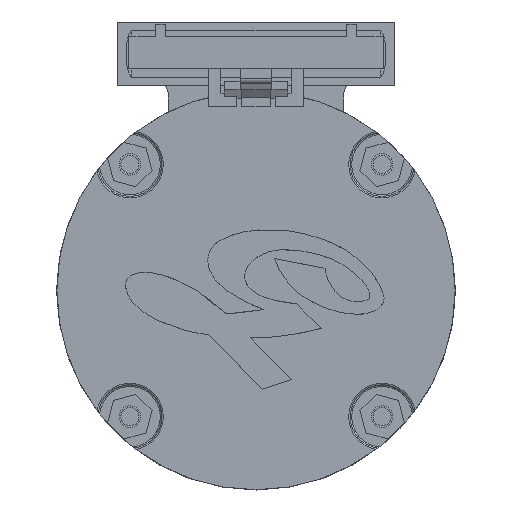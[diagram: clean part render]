
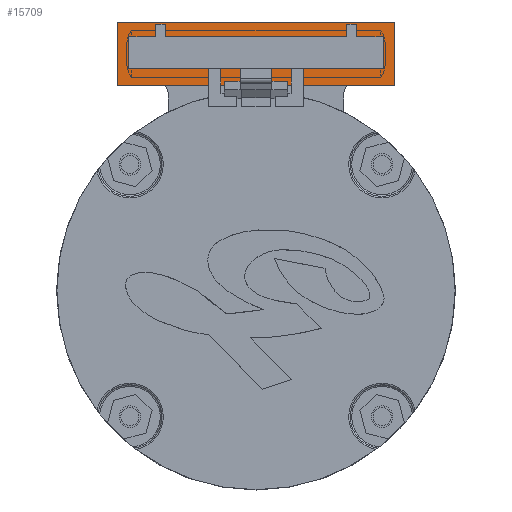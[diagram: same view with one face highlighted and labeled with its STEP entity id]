
A CAD part, top view. The second image highlights one B-rep face of the part: STEP entity #15709.
In plain terms, the highlighted planar face has unit normal (0, 0, 1).
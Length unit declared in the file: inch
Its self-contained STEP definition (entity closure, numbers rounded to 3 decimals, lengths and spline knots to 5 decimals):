
#3912=DIRECTION('',(0.,-1.,0.));
#3913=VECTOR('',#3912,0.2);
#3914=CARTESIAN_POINT('',(-0.435,0.843,0.19));
#3915=LINE('',#3914,#3913);
#3916=DIRECTION('',(-1.,0.,0.));
#3917=VECTOR('',#3916,0.87);
#3918=CARTESIAN_POINT('',(0.435,0.843,0.19));
#3919=LINE('',#3918,#3917);
#3920=DIRECTION('',(0.,1.,0.));
#3921=VECTOR('',#3920,0.2);
#3922=CARTESIAN_POINT('',(0.435,0.643,0.19));
#3923=LINE('',#3922,#3921);
#3924=DIRECTION('',(1.,0.,0.));
#3925=VECTOR('',#3924,0.87);
#3926=CARTESIAN_POINT('',(-0.435,0.643,0.19));
#3927=LINE('',#3926,#3925);
#3941=CARTESIAN_POINT('',(0.35,0.743,0.19));
#3942=DIRECTION('',(0.,0.,-1.));
#3943=DIRECTION('',(-0.866,-0.5,0.));
#3944=AXIS2_PLACEMENT_3D('',#3941,#3942,#3943);
#3988=CARTESIAN_POINT('',(0.35,0.743,0.19));
#3989=DIRECTION('',(0.,0.,-1.));
#3990=DIRECTION('',(0.866,-0.5,0.));
#3991=AXIS2_PLACEMENT_3D('',#3988,#3989,#3990);
#4085=CARTESIAN_POINT('',(-0.35,0.743,0.19));
#4086=DIRECTION('',(0.,0.,-1.));
#4087=DIRECTION('',(0.866,-0.5,0.));
#4088=AXIS2_PLACEMENT_3D('',#4085,#4086,#4087);
#4130=CARTESIAN_POINT('',(-0.35,0.743,0.19));
#4131=DIRECTION('',(0.,0.,-1.));
#4132=DIRECTION('',(-0.866,-0.5,0.));
#4133=AXIS2_PLACEMENT_3D('',#4130,#4131,#4132);
#4190=CARTESIAN_POINT('',(-0.25,0.743,0.19));
#4191=DIRECTION('',(0.,0.,-1.));
#4192=DIRECTION('',(-0.866,-0.5,0.));
#4193=AXIS2_PLACEMENT_3D('',#4190,#4191,#4192);
#4237=CARTESIAN_POINT('',(-0.25,0.743,0.19));
#4238=DIRECTION('',(0.,0.,-1.));
#4239=DIRECTION('',(0.866,-0.5,0.));
#4240=AXIS2_PLACEMENT_3D('',#4237,#4238,#4239);
#4308=CARTESIAN_POINT('',(-0.15,0.743,0.19));
#4309=DIRECTION('',(0.,0.,-1.));
#4310=DIRECTION('',(0.866,-0.5,0.));
#4311=AXIS2_PLACEMENT_3D('',#4308,#4309,#4310);
#4353=CARTESIAN_POINT('',(-0.15,0.743,0.19));
#4354=DIRECTION('',(0.,0.,-1.));
#4355=DIRECTION('',(-0.866,-0.5,0.));
#4356=AXIS2_PLACEMENT_3D('',#4353,#4354,#4355);
#4413=CARTESIAN_POINT('',(-0.05,0.743,0.19));
#4414=DIRECTION('',(0.,0.,-1.));
#4415=DIRECTION('',(-0.866,-0.5,0.));
#4416=AXIS2_PLACEMENT_3D('',#4413,#4414,#4415);
#4459=CARTESIAN_POINT('',(-0.05,0.743,0.19));
#4460=DIRECTION('',(0.,0.,-1.));
#4461=DIRECTION('',(0.866,-0.5,0.));
#4462=AXIS2_PLACEMENT_3D('',#4459,#4460,#4461);
#4529=CARTESIAN_POINT('',(0.05,0.743,0.19));
#4530=DIRECTION('',(0.,0.,-1.));
#4531=DIRECTION('',(0.866,-0.5,0.));
#4532=AXIS2_PLACEMENT_3D('',#4529,#4530,#4531);
#4573=CARTESIAN_POINT('',(0.05,0.743,0.19));
#4574=DIRECTION('',(0.,0.,-1.));
#4575=DIRECTION('',(-0.866,-0.5,0.));
#4576=AXIS2_PLACEMENT_3D('',#4573,#4574,#4575);
#4632=CARTESIAN_POINT('',(0.15,0.743,0.19));
#4633=DIRECTION('',(0.,0.,-1.));
#4634=DIRECTION('',(-0.866,-0.5,0.));
#4635=AXIS2_PLACEMENT_3D('',#4632,#4633,#4634);
#4679=CARTESIAN_POINT('',(0.15,0.743,0.19));
#4680=DIRECTION('',(0.,0.,-1.));
#4681=DIRECTION('',(0.866,-0.5,0.));
#4682=AXIS2_PLACEMENT_3D('',#4679,#4680,#4681);
#4749=CARTESIAN_POINT('',(0.25,0.743,0.19));
#4750=DIRECTION('',(0.,0.,-1.));
#4751=DIRECTION('',(0.866,-0.5,0.));
#4752=AXIS2_PLACEMENT_3D('',#4749,#4750,#4751);
#4794=CARTESIAN_POINT('',(0.25,0.743,0.19));
#4795=DIRECTION('',(0.,0.,-1.));
#4796=DIRECTION('',(-0.866,-0.5,0.));
#4797=AXIS2_PLACEMENT_3D('',#4794,#4795,#4796);
#10280=CARTESIAN_POINT('',(-0.435,0.843,0.19));
#10281=CARTESIAN_POINT('',(-0.435,0.643,0.19));
#10282=VERTEX_POINT('',#10280);
#10283=VERTEX_POINT('',#10281);
#10284=CARTESIAN_POINT('',(0.435,0.643,0.19));
#10285=VERTEX_POINT('',#10284);
#10286=CARTESIAN_POINT('',(0.435,0.843,0.19));
#10287=VERTEX_POINT('',#10286);
#10965=CARTESIAN_POINT('',(-0.36732,0.733,0.19));
#10966=CARTESIAN_POINT('',(-0.33268,0.733,0.19));
#10967=VERTEX_POINT('',#10965);
#10968=VERTEX_POINT('',#10966);
#10973=CARTESIAN_POINT('',(-0.26732,0.733,0.19));
#10974=CARTESIAN_POINT('',(-0.23268,0.733,0.19));
#10975=VERTEX_POINT('',#10973);
#10976=VERTEX_POINT('',#10974);
#10981=CARTESIAN_POINT('',(-0.16732,0.733,0.19));
#10982=CARTESIAN_POINT('',(-0.13268,0.733,0.19));
#10983=VERTEX_POINT('',#10981);
#10984=VERTEX_POINT('',#10982);
#10989=CARTESIAN_POINT('',(-0.06732,0.733,0.19));
#10990=CARTESIAN_POINT('',(-0.03268,0.733,0.19));
#10991=VERTEX_POINT('',#10989);
#10992=VERTEX_POINT('',#10990);
#10997=CARTESIAN_POINT('',(0.03268,0.733,0.19));
#10998=CARTESIAN_POINT('',(0.06732,0.733,0.19));
#10999=VERTEX_POINT('',#10997);
#11000=VERTEX_POINT('',#10998);
#11005=CARTESIAN_POINT('',(0.13268,0.733,0.19));
#11006=CARTESIAN_POINT('',(0.16732,0.733,0.19));
#11007=VERTEX_POINT('',#11005);
#11008=VERTEX_POINT('',#11006);
#11013=CARTESIAN_POINT('',(0.23268,0.733,0.19));
#11014=CARTESIAN_POINT('',(0.26732,0.733,0.19));
#11015=VERTEX_POINT('',#11013);
#11016=VERTEX_POINT('',#11014);
#11021=CARTESIAN_POINT('',(0.33268,0.733,0.19));
#11022=CARTESIAN_POINT('',(0.36732,0.733,0.19));
#11023=VERTEX_POINT('',#11021);
#11024=VERTEX_POINT('',#11022);
#15649=CARTESIAN_POINT('',(0.,0.743,0.19));
#15650=DIRECTION('',(0.,0.,1.));
#15651=DIRECTION('',(1.,0.,0.));
#15652=AXIS2_PLACEMENT_3D('',#15649,#15650,#15651);
#15653=PLANE('',#15652);
#15654=ORIENTED_EDGE('',*,*,#15644,.F.);
#15655=ORIENTED_EDGE('',*,*,#11522,.F.);
#15657=ORIENTED_EDGE('',*,*,#15656,.F.);
#15658=ORIENTED_EDGE('',*,*,#15226,.F.);
#15659=EDGE_LOOP('',(#15654,#15655,#15657,#15658));
#15660=FACE_OUTER_BOUND('',#15659,.F.);
#15662=ORIENTED_EDGE('',*,*,#15661,.F.);
#15664=ORIENTED_EDGE('',*,*,#15663,.F.);
#15665=EDGE_LOOP('',(#15662,#15664));
#15666=FACE_BOUND('',#15665,.F.);
#15668=ORIENTED_EDGE('',*,*,#15667,.F.);
#15670=ORIENTED_EDGE('',*,*,#15669,.F.);
#15671=EDGE_LOOP('',(#15668,#15670));
#15672=FACE_BOUND('',#15671,.F.);
#15674=ORIENTED_EDGE('',*,*,#15673,.F.);
#15676=ORIENTED_EDGE('',*,*,#15675,.F.);
#15677=EDGE_LOOP('',(#15674,#15676));
#15678=FACE_BOUND('',#15677,.F.);
#15680=ORIENTED_EDGE('',*,*,#15679,.F.);
#15682=ORIENTED_EDGE('',*,*,#15681,.F.);
#15683=EDGE_LOOP('',(#15680,#15682));
#15684=FACE_BOUND('',#15683,.F.);
#15686=ORIENTED_EDGE('',*,*,#15685,.F.);
#15688=ORIENTED_EDGE('',*,*,#15687,.F.);
#15689=EDGE_LOOP('',(#15686,#15688));
#15690=FACE_BOUND('',#15689,.F.);
#15692=ORIENTED_EDGE('',*,*,#15691,.F.);
#15694=ORIENTED_EDGE('',*,*,#15693,.F.);
#15695=EDGE_LOOP('',(#15692,#15694));
#15696=FACE_BOUND('',#15695,.F.);
#15698=ORIENTED_EDGE('',*,*,#15697,.F.);
#15700=ORIENTED_EDGE('',*,*,#15699,.F.);
#15701=EDGE_LOOP('',(#15698,#15700));
#15702=FACE_BOUND('',#15701,.F.);
#15704=ORIENTED_EDGE('',*,*,#15703,.F.);
#15706=ORIENTED_EDGE('',*,*,#15705,.F.);
#15707=EDGE_LOOP('',(#15704,#15706));
#15708=FACE_BOUND('',#15707,.F.);
#15709=ADVANCED_FACE('',(#15660,#15666,#15672,#15678,#15684,#15690,#15696,
#15702,#15708),#15653,.T.);
#3945=CIRCLE('',#3944,0.02);
#3992=CIRCLE('',#3991,0.02);
#4089=CIRCLE('',#4088,0.02);
#4134=CIRCLE('',#4133,0.02);
#4194=CIRCLE('',#4193,0.02);
#4241=CIRCLE('',#4240,0.02);
#4312=CIRCLE('',#4311,0.02);
#4357=CIRCLE('',#4356,0.02);
#4417=CIRCLE('',#4416,0.02);
#4463=CIRCLE('',#4462,0.02);
#4533=CIRCLE('',#4532,0.02);
#4577=CIRCLE('',#4576,0.02);
#4636=CIRCLE('',#4635,0.02);
#4683=CIRCLE('',#4682,0.02);
#4753=CIRCLE('',#4752,0.02);
#4798=CIRCLE('',#4797,0.02);
#11522=EDGE_CURVE('',#10287,#10282,#3919,.T.);
#15226=EDGE_CURVE('',#10283,#10285,#3927,.T.);
#15644=EDGE_CURVE('',#10282,#10283,#3915,.T.);
#15656=EDGE_CURVE('',#10285,#10287,#3923,.T.);
#15661=EDGE_CURVE('',#11023,#11024,#3945,.T.);
#15663=EDGE_CURVE('',#11024,#11023,#3992,.T.);
#15667=EDGE_CURVE('',#11015,#11016,#4798,.T.);
#15669=EDGE_CURVE('',#11016,#11015,#4753,.T.);
#15673=EDGE_CURVE('',#11007,#11008,#4636,.T.);
#15675=EDGE_CURVE('',#11008,#11007,#4683,.T.);
#15679=EDGE_CURVE('',#10999,#11000,#4577,.T.);
#15681=EDGE_CURVE('',#11000,#10999,#4533,.T.);
#15685=EDGE_CURVE('',#10991,#10992,#4417,.T.);
#15687=EDGE_CURVE('',#10992,#10991,#4463,.T.);
#15691=EDGE_CURVE('',#10983,#10984,#4357,.T.);
#15693=EDGE_CURVE('',#10984,#10983,#4312,.T.);
#15697=EDGE_CURVE('',#10975,#10976,#4194,.T.);
#15699=EDGE_CURVE('',#10976,#10975,#4241,.T.);
#15703=EDGE_CURVE('',#10967,#10968,#4134,.T.);
#15705=EDGE_CURVE('',#10968,#10967,#4089,.T.);
